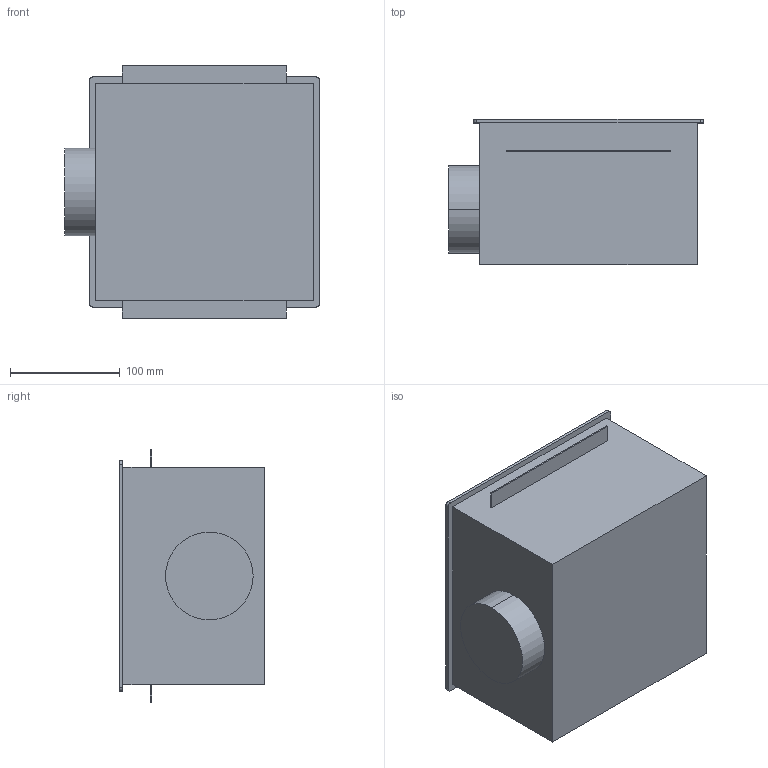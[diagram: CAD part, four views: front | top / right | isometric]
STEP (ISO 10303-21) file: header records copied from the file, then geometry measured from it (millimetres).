
FILE_DESCRIPTION (( 'STEP AP203' ), '1' );
FILE_NAME ('ÑÄ.20.2 Ñõåìàòè÷åñêîå èçîáðàæåíèå.STEP', '2023-12-04T10:55:35', ( '' ), ( '' ), 'SwSTEP 2.0', 'SolidWorks 2016', '' );
FILE_SCHEMA (( 'CONFIG_CONTROL_DESIGN' ));
Length unit declared in the file: millimetre
Products named in the file (1): ÑÄ.20.2 Ñõåìàòè÷åñêîå èçîáðàæåíèå
Bounding box: 232.7 x 132 x 230.4 mm (x, y, z)
Volume: 5359063.7 mm3; surface area: 209903.1 mm2
Topology: 1 solids, 1 shells, 28 faces, 66 edges, 44 vertices
Faces by surface type: plane 22, cylinder 6
Entity records: 879 total; most frequent: CARTESIAN_POINT 139, DIRECTION 136, ORIENTED_EDGE 132, EDGE_CURVE 66, VECTOR 54, LINE 54, VERTEX_POINT 44, AXIS2_PLACEMENT_3D 41
